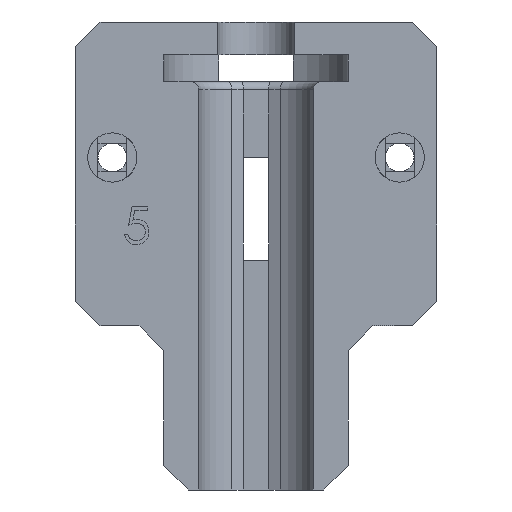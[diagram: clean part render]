
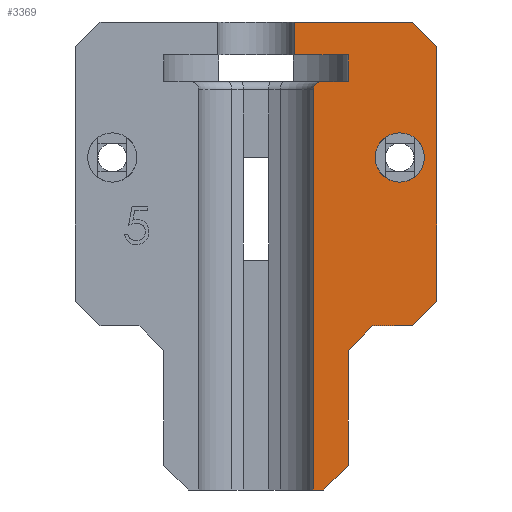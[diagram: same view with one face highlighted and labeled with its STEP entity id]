
A CAD part, front view. The second image highlights one B-rep face of the part: STEP entity #3369.
In plain terms, the highlighted planar face has unit normal (0, -1, 0).
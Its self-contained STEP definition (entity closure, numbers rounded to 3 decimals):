
#63 = CARTESIAN_POINT ( 'NONE',  ( 11.25, -26.875, 16. ) ) ;
#66 = CARTESIAN_POINT ( 'NONE',  ( 17.5, -26.875, 0.5 ) ) ;
#109 = EDGE_CURVE ( 'NONE', #4064, #3756, #812, .T. ) ;
#230 = LINE ( 'NONE', #970, #2988 ) ;
#246 = VERTEX_POINT ( 'NONE', #66 ) ;
#275 = CARTESIAN_POINT ( 'NONE',  ( 4.7, -26.875, 20. ) ) ;
#370 = CARTESIAN_POINT ( 'NONE',  ( -22.5, -26.875, 20. ) ) ;
#391 = ORIENTED_EDGE ( 'NONE', *, *, #1700, .T. ) ;
#443 = CARTESIAN_POINT ( 'NONE',  ( 17.937, -26.875, -18.063 ) ) ;
#444 = ORIENTED_EDGE ( 'NONE', *, *, #3924, .T. ) ;
#450 = CARTESIAN_POINT ( 'NONE',  ( 8.25, -26.875, -37. ) ) ;
#490 = VECTOR ( 'NONE', #3074, 1000. ) ;
#550 = AXIS2_PLACEMENT_3D ( 'NONE', #2894, #4895, #2089 ) ;
#577 = CARTESIAN_POINT ( 'NONE',  ( 7., -26.875, -37. ) ) ;
#613 = VERTEX_POINT ( 'NONE', #450 ) ;
#623 = DIRECTION ( 'NONE',  ( 0., 1., 0. ) ) ;
#652 = AXIS2_PLACEMENT_3D ( 'NONE', #913, #2525, #3262 ) ;
#812 = LINE ( 'NONE', #2746, #3712 ) ;
#847 = DIRECTION ( 'NONE',  ( -0.707, 0., 0.707 ) ) ;
#876 = CIRCLE ( 'NONE', #3078, 3. ) ;
#913 = CARTESIAN_POINT ( 'NONE',  ( 6.375, -26.875, -6.502 ) ) ;
#915 = DIRECTION ( 'NONE',  ( 0., 1., 0. ) ) ;
#970 = CARTESIAN_POINT ( 'NONE',  ( 11.25, -26.875, -6.502 ) ) ;
#1105 = ORIENTED_EDGE ( 'NONE', *, *, #3240, .F. ) ;
#1165 = VERTEX_POINT ( 'NONE', #63 ) ;
#1177 = LINE ( 'NONE', #3573, #3238 ) ;
#1196 = CARTESIAN_POINT ( 'NONE',  ( 25.939, -26.875, 13.061 ) ) ;
#1218 = VECTOR ( 'NONE', #847, 1000. ) ;
#1227 = CARTESIAN_POINT ( 'NONE',  ( 19., -26.875, -17. ) ) ;
#1242 = EDGE_CURVE ( 'NONE', #1165, #1591, #230, .T. ) ;
#1244 = LINE ( 'NONE', #1196, #1218 ) ;
#1288 = VERTEX_POINT ( 'NONE', #2212 ) ;
#1290 = VERTEX_POINT ( 'NONE', #1363 ) ;
#1363 = CARTESIAN_POINT ( 'NONE',  ( 17.5, -26.875, 6.5 ) ) ;
#1368 = DIRECTION ( 'NONE',  ( 0., 0., -1. ) ) ;
#1375 = EDGE_CURVE ( 'NONE', #613, #1523, #1177, .T. ) ;
#1404 = VERTEX_POINT ( 'NONE', #2297 ) ;
#1418 = CARTESIAN_POINT ( 'NONE',  ( 6.375, -26.875, -17. ) ) ;
#1474 = LINE ( 'NONE', #1418, #490 ) ;
#1523 = VERTEX_POINT ( 'NONE', #3353 ) ;
#1579 = DIRECTION ( 'NONE',  ( 0.707, 0., 0.707 ) ) ;
#1591 = VERTEX_POINT ( 'NONE', #3067 ) ;
#1690 = VECTOR ( 'NONE', #4012, 1000. ) ;
#1699 = DIRECTION ( 'NONE',  ( 0.707, 0., 0.707 ) ) ;
#1700 = EDGE_CURVE ( 'NONE', #2550, #4064, #2844, .T. ) ;
#1768 = ORIENTED_EDGE ( 'NONE', *, *, #2677, .F. ) ;
#1823 = LINE ( 'NONE', #2308, #3133 ) ;
#1862 = EDGE_CURVE ( 'NONE', #1992, #2984, #2158, .T. ) ;
#1897 = EDGE_CURVE ( 'NONE', #4593, #4829, #2111, .T. ) ;
#1944 = CARTESIAN_POINT ( 'NONE',  ( 4.7, -26.875, 16. ) ) ;
#1992 = VERTEX_POINT ( 'NONE', #2193 ) ;
#2009 = EDGE_CURVE ( 'NONE', #1591, #1992, #1823, .T. ) ;
#2089 = DIRECTION ( 'NONE',  ( 0., 0., -1. ) ) ;
#2111 = LINE ( 'NONE', #4164, #2246 ) ;
#2155 = ORIENTED_EDGE ( 'NONE', *, *, #1375, .T. ) ;
#2158 = CIRCLE ( 'NONE', #550, 1. ) ;
#2193 = CARTESIAN_POINT ( 'NONE',  ( 8., -26.875, 12.75 ) ) ;
#2212 = CARTESIAN_POINT ( 'NONE',  ( 19., -26.875, 20. ) ) ;
#2235 = CARTESIAN_POINT ( 'NONE',  ( 7., -26.875, -32. ) ) ;
#2246 = VECTOR ( 'NONE', #4560, 1000. ) ;
#2297 = CARTESIAN_POINT ( 'NONE',  ( 11.25, -26.875, -20. ) ) ;
#2308 = CARTESIAN_POINT ( 'NONE',  ( 6.375, -26.875, 12.75 ) ) ;
#2366 = CARTESIAN_POINT ( 'NONE',  ( 11.25, -26.875, -6.502 ) ) ;
#2415 = EDGE_LOOP ( 'NONE', ( #5207, #391, #4390, #3990, #2799, #3446, #1105, #2421, #4105, #3180, #1768, #3820, #2155, #4290, #2644 ) ) ;
#2421 = ORIENTED_EDGE ( 'NONE', *, *, #1242, .T. ) ;
#2428 = DIRECTION ( 'NONE',  ( 0., 0., 1. ) ) ;
#2525 = DIRECTION ( 'NONE',  ( 0., -1., 0. ) ) ;
#2550 = VERTEX_POINT ( 'NONE', #1227 ) ;
#2564 = CARTESIAN_POINT ( 'NONE',  ( 7., -26.875, 11.75 ) ) ;
#2644 = ORIENTED_EDGE ( 'NONE', *, *, #3748, .T. ) ;
#2656 = CARTESIAN_POINT ( 'NONE',  ( 17.5, -26.875, 3.5 ) ) ;
#2677 = EDGE_CURVE ( 'NONE', #3948, #2984, #2963, .T. ) ;
#2725 = EDGE_CURVE ( 'NONE', #3995, #2550, #1474, .T. ) ;
#2741 = AXIS2_PLACEMENT_3D ( 'NONE', #4993, #915, #1368 ) ;
#2746 = CARTESIAN_POINT ( 'NONE',  ( 22., -26.875, -6.502 ) ) ;
#2799 = ORIENTED_EDGE ( 'NONE', *, *, #4741, .F. ) ;
#2844 = LINE ( 'NONE', #443, #4427 ) ;
#2857 = EDGE_CURVE ( 'NONE', #3948, #613, #3610, .T. ) ;
#2894 = CARTESIAN_POINT ( 'NONE',  ( 8., -26.875, 11.75 ) ) ;
#2963 = LINE ( 'NONE', #2235, #4379 ) ;
#2984 = VERTEX_POINT ( 'NONE', #2564 ) ;
#2987 = CARTESIAN_POINT ( 'NONE',  ( 22., -26.875, 17. ) ) ;
#2988 = VECTOR ( 'NONE', #3477, 1000. ) ;
#3008 = DIRECTION ( 'NONE',  ( -1., 0., 0. ) ) ;
#3046 = LINE ( 'NONE', #2366, #3481 ) ;
#3067 = CARTESIAN_POINT ( 'NONE',  ( 11.25, -26.875, 12.75 ) ) ;
#3074 = DIRECTION ( 'NONE',  ( 1., 0., 0. ) ) ;
#3078 = AXIS2_PLACEMENT_3D ( 'NONE', #2656, #623, #4149 ) ;
#3133 = VECTOR ( 'NONE', #3008, 1000. ) ;
#3180 = ORIENTED_EDGE ( 'NONE', *, *, #1862, .T. ) ;
#3191 = DIRECTION ( 'NONE',  ( 1., 0., 0. ) ) ;
#3238 = VECTOR ( 'NONE', #1579, 1000. ) ;
#3240 = EDGE_CURVE ( 'NONE', #1165, #4593, #4649, .T. ) ;
#3262 = DIRECTION ( 'NONE',  ( 0., 0., -1. ) ) ;
#3267 = EDGE_LOOP ( 'NONE', ( #4238, #444 ) ) ;
#3353 = CARTESIAN_POINT ( 'NONE',  ( 11.25, -26.875, -34. ) ) ;
#3369 = ADVANCED_FACE ( 'NONE', ( #4529, #4964 ), #4101, .T. ) ;
#3446 = ORIENTED_EDGE ( 'NONE', *, *, #1897, .F. ) ;
#3477 = DIRECTION ( 'NONE',  ( 0., 0., -1. ) ) ;
#3481 = VECTOR ( 'NONE', #4759, 1000. ) ;
#3573 = CARTESIAN_POINT ( 'NONE',  ( 22.561, -26.875, -22.689 ) ) ;
#3610 = LINE ( 'NONE', #4438, #1690 ) ;
#3712 = VECTOR ( 'NONE', #2428, 1000. ) ;
#3748 = EDGE_CURVE ( 'NONE', #1404, #3995, #4146, .T. ) ;
#3756 = VERTEX_POINT ( 'NONE', #2987 ) ;
#3786 = EDGE_CURVE ( 'NONE', #1404, #1523, #3046, .T. ) ;
#3820 = ORIENTED_EDGE ( 'NONE', *, *, #2857, .T. ) ;
#3831 = CARTESIAN_POINT ( 'NONE',  ( 11.25, -26.875, -20. ) ) ;
#3924 = EDGE_CURVE ( 'NONE', #246, #1290, #4994, .T. ) ;
#3948 = VERTEX_POINT ( 'NONE', #577 ) ;
#3965 = DIRECTION ( 'NONE',  ( 0.707, 0., 0.707 ) ) ;
#3990 = ORIENTED_EDGE ( 'NONE', *, *, #4405, .T. ) ;
#3995 = VERTEX_POINT ( 'NONE', #4644 ) ;
#4012 = DIRECTION ( 'NONE',  ( 1., 0., 0. ) ) ;
#4064 = VERTEX_POINT ( 'NONE', #5053 ) ;
#4101 = PLANE ( 'NONE',  #652 ) ;
#4105 = ORIENTED_EDGE ( 'NONE', *, *, #2009, .T. ) ;
#4146 = LINE ( 'NONE', #3831, #4816 ) ;
#4149 = DIRECTION ( 'NONE',  ( 0., 0., -1. ) ) ;
#4164 = CARTESIAN_POINT ( 'NONE',  ( 4.7, -26.875, -2.685 ) ) ;
#4166 = EDGE_CURVE ( 'NONE', #1290, #246, #876, .T. ) ;
#4238 = ORIENTED_EDGE ( 'NONE', *, *, #4166, .T. ) ;
#4290 = ORIENTED_EDGE ( 'NONE', *, *, #3786, .F. ) ;
#4336 = VECTOR ( 'NONE', #5087, 1000. ) ;
#4379 = VECTOR ( 'NONE', #4664, 1000. ) ;
#4390 = ORIENTED_EDGE ( 'NONE', *, *, #109, .T. ) ;
#4405 = EDGE_CURVE ( 'NONE', #3756, #1288, #1244, .T. ) ;
#4420 = VECTOR ( 'NONE', #3191, 1000. ) ;
#4427 = VECTOR ( 'NONE', #3965, 1000. ) ;
#4438 = CARTESIAN_POINT ( 'NONE',  ( 6.375, -26.875, -37. ) ) ;
#4505 = LINE ( 'NONE', #370, #4420 ) ;
#4529 = FACE_OUTER_BOUND ( 'NONE', #2415, .T. ) ;
#4560 = DIRECTION ( 'NONE',  ( 0., 0., 1. ) ) ;
#4593 = VERTEX_POINT ( 'NONE', #1944 ) ;
#4644 = CARTESIAN_POINT ( 'NONE',  ( 14.25, -26.875, -17. ) ) ;
#4649 = LINE ( 'NONE', #5136, #4336 ) ;
#4664 = DIRECTION ( 'NONE',  ( 0., 0., 1. ) ) ;
#4741 = EDGE_CURVE ( 'NONE', #4829, #1288, #4505, .T. ) ;
#4759 = DIRECTION ( 'NONE',  ( 0., 0., -1. ) ) ;
#4816 = VECTOR ( 'NONE', #1699, 1000. ) ;
#4829 = VERTEX_POINT ( 'NONE', #275 ) ;
#4895 = DIRECTION ( 'NONE',  ( 0., -1., 0. ) ) ;
#4964 = FACE_BOUND ( 'NONE', #3267, .T. ) ;
#4993 = CARTESIAN_POINT ( 'NONE',  ( 17.5, -26.875, 3.5 ) ) ;
#4994 = CIRCLE ( 'NONE', #2741, 3. ) ;
#5053 = CARTESIAN_POINT ( 'NONE',  ( 22., -26.875, -14. ) ) ;
#5087 = DIRECTION ( 'NONE',  ( -1., 0., 0. ) ) ;
#5136 = CARTESIAN_POINT ( 'NONE',  ( 6.375, -26.875, 16. ) ) ;
#5207 = ORIENTED_EDGE ( 'NONE', *, *, #2725, .T. ) ;
